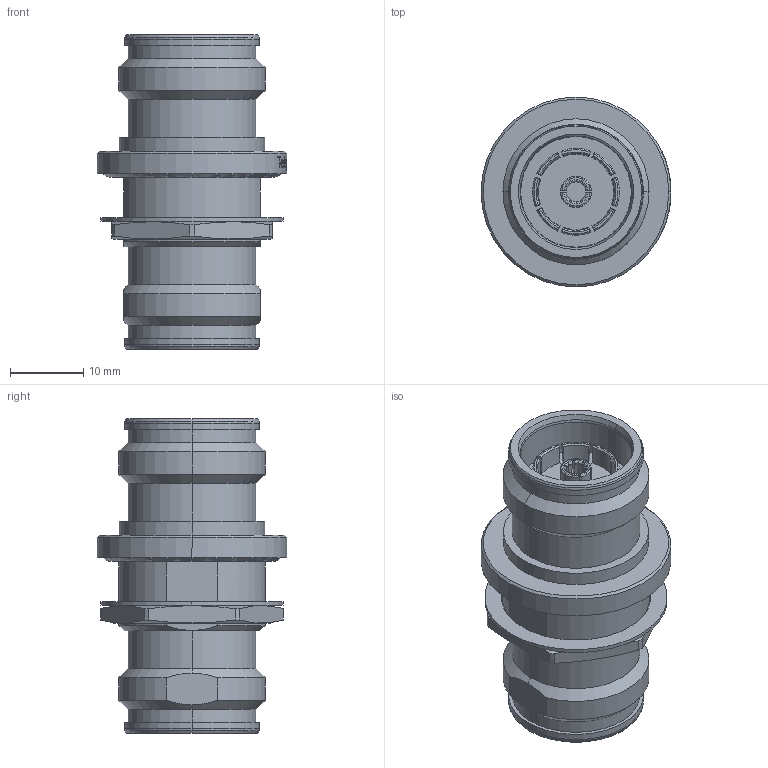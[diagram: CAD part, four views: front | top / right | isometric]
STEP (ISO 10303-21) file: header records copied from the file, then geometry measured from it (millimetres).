
FILE_DESCRIPTION (( 'STEP AP214' ), '1' );
FILE_NAME ('J01442C0002.STEP', '2018-09-21T08:55:00', ( '' ), ( '' ), 'SwSTEP 2.0', 'SolidWorks 2017', '' );
FILE_SCHEMA (( 'AUTOMOTIVE_DESIGN' ));
Length unit declared in the file: millimetre
Products named in the file (1): J01442C0002
Bounding box: 26 x 26 x 43 mm (x, y, z)
Volume: 10994.7 mm3; surface area: 6153.8 mm2
Topology: 2 solids, 2 shells, 555 faces, 1428 edges, 928 vertices
Faces by surface type: plane 169, cylinder 123, torus 96, bspline 87, cone 80
Entity records: 30087 total; most frequent: CARTESIAN_POINT 11492, ORIENTED_EDGE 2856, DIRECTION 2237, EDGE_CURVE 1428, VERTEX_POINT 928, AXIS2_PLACEMENT_3D 907, EDGE_LOOP 612, UNCERTAINTY_MEASURE_WITH_UNIT 557
